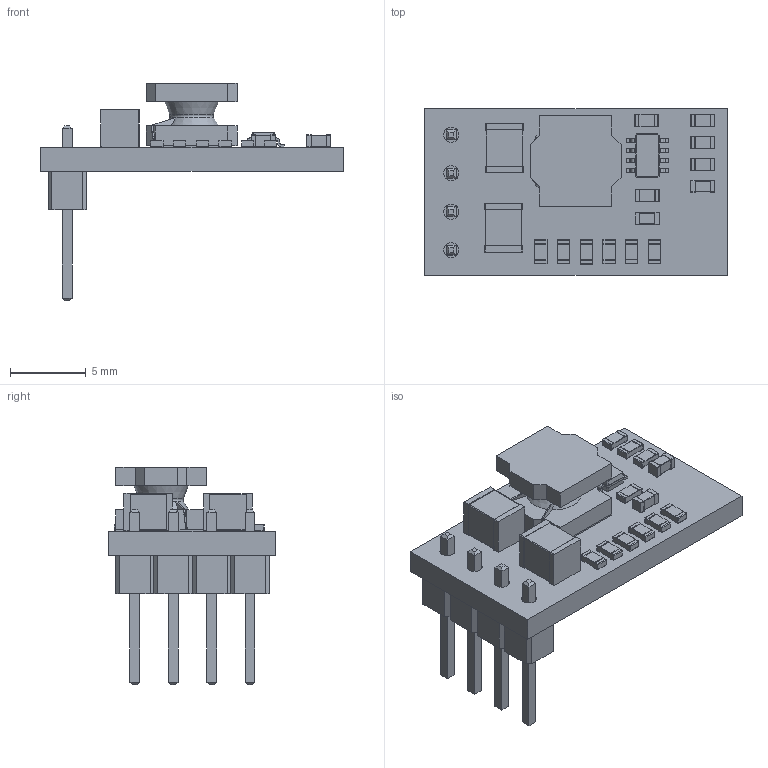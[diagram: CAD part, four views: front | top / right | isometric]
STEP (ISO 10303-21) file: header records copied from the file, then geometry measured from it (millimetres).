
FILE_DESCRIPTION(('FreeCAD Model'),'2;1');
FILE_NAME('DC-DC_24V_Stepdown_brekout_horizontal.step', '2021-03-02T11:06:09',('kicad StepUp'),('ksu MCAD'), 'Open CASCADE STEP processor 7.3','FreeCAD','Unknown');
FILE_SCHEMA(('AUTOMOTIVE_DESIGN { 1 0 10303 214 1 1 1 1 }'));
Length unit declared in the file: millimetre
Products named in the file (1): breakot_cp
Bounding box: 20 x 11 x 14.34 mm (x, y, z)
Volume: 571 mm3; surface area: 1121.9 mm2
Topology: 19 solids, 19 shells, 722 faces, 1861 edges, 1194 vertices
Faces by surface type: plane 511, cylinder 176, bspline 32, cone 2, torus 1
Full cylindrical faces by diameter (mm): 1 x4
Entity records: 26706 total; most frequent: CARTESIAN_POINT 3906, ORIENTED_EDGE 3722, DIRECTION 3590, EDGE_CURVE 1861, LINE 1450, VECTOR 1450, VERTEX_POINT 1194, AXIS2_PLACEMENT_3D 1070
